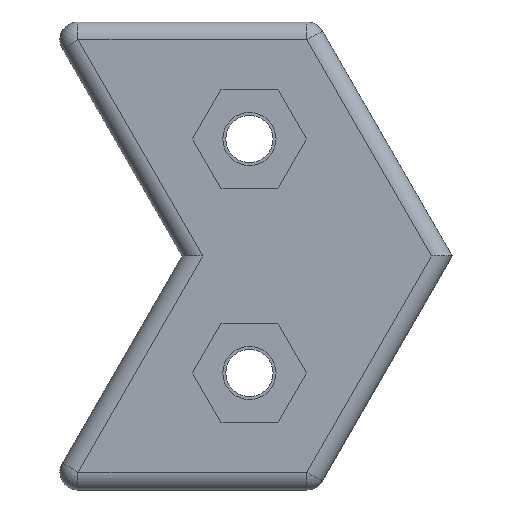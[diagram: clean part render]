
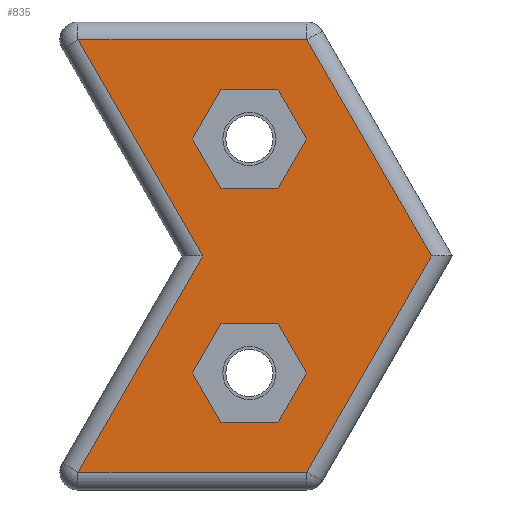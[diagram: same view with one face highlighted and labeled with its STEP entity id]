
A CAD part, front view. The second image highlights one B-rep face of the part: STEP entity #835.
In plain terms, the highlighted planar face has unit normal (0, -1, 0).
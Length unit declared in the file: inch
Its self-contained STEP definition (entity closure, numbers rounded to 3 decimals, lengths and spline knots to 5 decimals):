
#1=DIRECTION('',(1.,0.,0.));
#2=VECTOR('',#1,0.19);
#3=CARTESIAN_POINT('',(-0.01381,-0.25,0.22608));
#4=LINE('',#3,#2);
#5=DIRECTION('',(0.5,0.,0.866));
#6=VECTOR('',#5,0.19);
#7=CARTESIAN_POINT('',(0.17619,-0.25,0.22608));
#8=LINE('',#7,#6);
#9=DIRECTION('',(-0.5,0.,0.866));
#10=VECTOR('',#9,0.19);
#11=CARTESIAN_POINT('',(0.27119,-0.25,0.39063));
#12=LINE('',#11,#10);
#13=DIRECTION('',(-1.,0.,0.));
#14=VECTOR('',#13,0.19);
#15=CARTESIAN_POINT('',(0.17619,-0.25,0.55517));
#16=LINE('',#15,#14);
#17=DIRECTION('',(-0.5,0.,-0.866));
#18=VECTOR('',#17,0.19);
#19=CARTESIAN_POINT('',(-0.01381,-0.25,0.55517));
#20=LINE('',#19,#18);
#21=DIRECTION('',(0.5,0.,-0.866));
#22=VECTOR('',#21,0.19);
#23=CARTESIAN_POINT('',(-0.10881,-0.25,0.39063));
#24=LINE('',#23,#22);
#25=DIRECTION('',(1.,0.,0.));
#26=VECTOR('',#25,0.19);
#27=CARTESIAN_POINT('',(-0.01381,-0.25,-0.55517));
#28=LINE('',#27,#26);
#29=DIRECTION('',(0.5,0.,0.866));
#30=VECTOR('',#29,0.19);
#31=CARTESIAN_POINT('',(0.17619,-0.25,-0.55517));
#32=LINE('',#31,#30);
#33=DIRECTION('',(-0.5,0.,0.866));
#34=VECTOR('',#33,0.19);
#35=CARTESIAN_POINT('',(0.27119,-0.25,-0.39063));
#36=LINE('',#35,#34);
#37=DIRECTION('',(-1.,0.,0.));
#38=VECTOR('',#37,0.19);
#39=CARTESIAN_POINT('',(0.17619,-0.25,-0.22608));
#40=LINE('',#39,#38);
#41=DIRECTION('',(-0.5,0.,-0.866));
#42=VECTOR('',#41,0.19);
#43=CARTESIAN_POINT('',(-0.01381,-0.25,-0.22608));
#44=LINE('',#43,#42);
#45=DIRECTION('',(0.5,0.,-0.866));
#46=VECTOR('',#45,0.19);
#47=CARTESIAN_POINT('',(-0.10881,-0.25,-0.39063));
#48=LINE('',#47,#46);
#49=DIRECTION('',(0.5,0.,0.866));
#50=VECTOR('',#49,0.83283);
#51=CARTESIAN_POINT('',(0.27208,-0.25,-0.72125));
#52=LINE('',#51,#50);
#53=DIRECTION('',(1.,0.,0.));
#54=VECTOR('',#53,0.76355);
#55=CARTESIAN_POINT('',(-0.49147,-0.25,-0.72125));
#56=LINE('',#55,#54);
#57=DIRECTION('',(-0.5,0.,-0.866));
#58=VECTOR('',#57,0.83283);
#59=CARTESIAN_POINT('',(-0.07506,-0.25,0.));
#60=LINE('',#59,#58);
#61=DIRECTION('',(0.5,0.,-0.866));
#62=VECTOR('',#61,0.83283);
#63=CARTESIAN_POINT('',(-0.49147,-0.25,0.72125));
#64=LINE('',#63,#62);
#65=DIRECTION('',(-1.,0.,0.));
#66=VECTOR('',#65,0.76355);
#67=CARTESIAN_POINT('',(0.27208,-0.25,0.72125));
#68=LINE('',#67,#66);
#69=DIRECTION('',(-0.5,0.,0.866));
#70=VECTOR('',#69,0.83283);
#71=CARTESIAN_POINT('',(0.68849,-0.25,0.));
#72=LINE('',#71,#70);
#659=CARTESIAN_POINT('',(0.27208,-0.25,-0.72125));
#660=CARTESIAN_POINT('',(0.68849,-0.25,0.));
#661=VERTEX_POINT('',#659);
#662=VERTEX_POINT('',#660);
#663=CARTESIAN_POINT('',(0.27208,-0.25,0.72125));
#664=VERTEX_POINT('',#663);
#686=CARTESIAN_POINT('',(-0.49147,-0.25,-0.72125));
#687=VERTEX_POINT('',#686);
#688=CARTESIAN_POINT('',(-0.49147,-0.25,0.72125));
#689=CARTESIAN_POINT('',(-0.07506,-0.25,0.));
#690=VERTEX_POINT('',#688);
#691=VERTEX_POINT('',#689);
#740=CARTESIAN_POINT('',(-0.01381,-0.25,0.22608));
#741=CARTESIAN_POINT('',(0.17619,-0.25,0.22608));
#742=VERTEX_POINT('',#740);
#743=VERTEX_POINT('',#741);
#744=CARTESIAN_POINT('',(0.27119,-0.25,0.39063));
#745=VERTEX_POINT('',#744);
#746=CARTESIAN_POINT('',(0.17619,-0.25,0.55517));
#747=VERTEX_POINT('',#746);
#748=CARTESIAN_POINT('',(-0.01381,-0.25,0.55517));
#749=VERTEX_POINT('',#748);
#750=CARTESIAN_POINT('',(-0.10881,-0.25,0.39063));
#751=VERTEX_POINT('',#750);
#752=CARTESIAN_POINT('',(-0.01381,-0.25,-0.55517));
#753=CARTESIAN_POINT('',(0.17619,-0.25,-0.55517));
#754=VERTEX_POINT('',#752);
#755=VERTEX_POINT('',#753);
#756=CARTESIAN_POINT('',(0.27119,-0.25,-0.39063));
#757=VERTEX_POINT('',#756);
#758=CARTESIAN_POINT('',(0.17619,-0.25,-0.22608));
#759=VERTEX_POINT('',#758);
#760=CARTESIAN_POINT('',(-0.01381,-0.25,-0.22608));
#761=VERTEX_POINT('',#760);
#762=CARTESIAN_POINT('',(-0.10881,-0.25,-0.39063));
#763=VERTEX_POINT('',#762);
#788=CARTESIAN_POINT('',(0.,-0.25,0.));
#789=DIRECTION('',(0.,1.,0.));
#790=DIRECTION('',(1.,0.,0.));
#791=AXIS2_PLACEMENT_3D('',#788,#789,#790);
#792=PLANE('',#791);
#794=ORIENTED_EDGE('',*,*,#793,.F.);
#796=ORIENTED_EDGE('',*,*,#795,.F.);
#798=ORIENTED_EDGE('',*,*,#797,.F.);
#800=ORIENTED_EDGE('',*,*,#799,.F.);
#802=ORIENTED_EDGE('',*,*,#801,.F.);
#804=ORIENTED_EDGE('',*,*,#803,.F.);
#805=EDGE_LOOP('',(#794,#796,#798,#800,#802,#804));
#806=FACE_OUTER_BOUND('',#805,.F.);
#808=ORIENTED_EDGE('',*,*,#807,.T.);
#810=ORIENTED_EDGE('',*,*,#809,.T.);
#812=ORIENTED_EDGE('',*,*,#811,.T.);
#814=ORIENTED_EDGE('',*,*,#813,.T.);
#816=ORIENTED_EDGE('',*,*,#815,.T.);
#818=ORIENTED_EDGE('',*,*,#817,.T.);
#819=EDGE_LOOP('',(#808,#810,#812,#814,#816,#818));
#820=FACE_BOUND('',#819,.F.);
#822=ORIENTED_EDGE('',*,*,#821,.T.);
#824=ORIENTED_EDGE('',*,*,#823,.T.);
#826=ORIENTED_EDGE('',*,*,#825,.T.);
#828=ORIENTED_EDGE('',*,*,#827,.T.);
#830=ORIENTED_EDGE('',*,*,#829,.T.);
#832=ORIENTED_EDGE('',*,*,#831,.T.);
#833=EDGE_LOOP('',(#822,#824,#826,#828,#830,#832));
#834=FACE_BOUND('',#833,.F.);
#835=ADVANCED_FACE('',(#806,#820,#834),#792,.F.);
#793=EDGE_CURVE('',#661,#662,#52,.T.);
#795=EDGE_CURVE('',#687,#661,#56,.T.);
#797=EDGE_CURVE('',#691,#687,#60,.T.);
#799=EDGE_CURVE('',#690,#691,#64,.T.);
#801=EDGE_CURVE('',#664,#690,#68,.T.);
#803=EDGE_CURVE('',#662,#664,#72,.T.);
#807=EDGE_CURVE('',#754,#755,#28,.T.);
#809=EDGE_CURVE('',#755,#757,#32,.T.);
#811=EDGE_CURVE('',#757,#759,#36,.T.);
#813=EDGE_CURVE('',#759,#761,#40,.T.);
#815=EDGE_CURVE('',#761,#763,#44,.T.);
#817=EDGE_CURVE('',#763,#754,#48,.T.);
#821=EDGE_CURVE('',#742,#743,#4,.T.);
#823=EDGE_CURVE('',#743,#745,#8,.T.);
#825=EDGE_CURVE('',#745,#747,#12,.T.);
#827=EDGE_CURVE('',#747,#749,#16,.T.);
#829=EDGE_CURVE('',#749,#751,#20,.T.);
#831=EDGE_CURVE('',#751,#742,#24,.T.);
